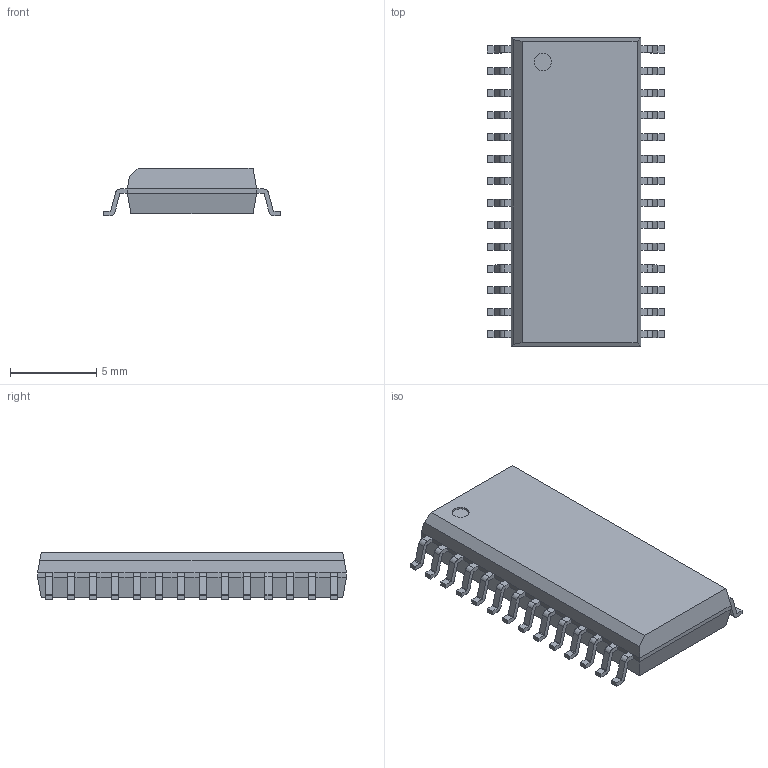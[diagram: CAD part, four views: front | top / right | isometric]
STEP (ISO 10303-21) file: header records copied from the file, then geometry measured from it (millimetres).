
FILE_DESCRIPTION(('FreeCAD Model'),'2;1');
FILE_NAME('User Library-28-SOIC.step', '2018-04-12T01:13:21',('kicad StepUp'),('ksu MCAD'), 'Open CASCADE STEP processor 6.8','FreeCAD','Unknown');
FILE_SCHEMA(('AUTOMOTIVE_DESIGN_CC2 { 1 2 10303 214 -1 1 5 4 }'));
Length unit declared in the file: millimetre
Products named in the file (1): User_Library-28-SOIC
Bounding box: 10.3 x 17.9 x 2.75 mm (x, y, z)
Volume: 348 mm3; surface area: 464.7 mm2
Topology: 1 solids, 1 shells, 410 faces, 1101 edges, 694 vertices
Faces by surface type: plane 296, cylinder 114
Entity records: 15496 total; most frequent: CARTESIAN_POINT 2206, ORIENTED_EDGE 2202, DIRECTION 2151, EDGE_CURVE 1101, LINE 873, VECTOR 873, VERTEX_POINT 694, AXIS2_PLACEMENT_3D 639
